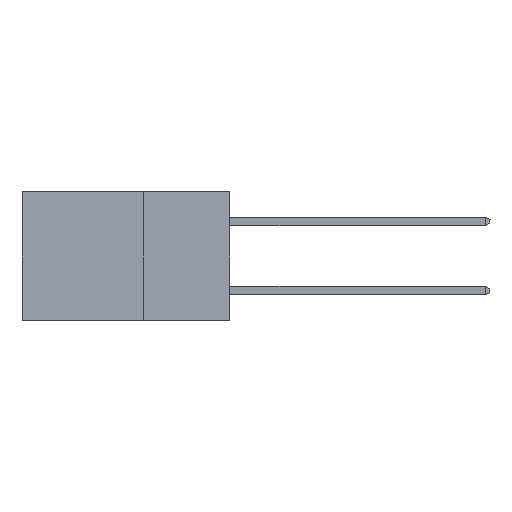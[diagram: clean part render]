
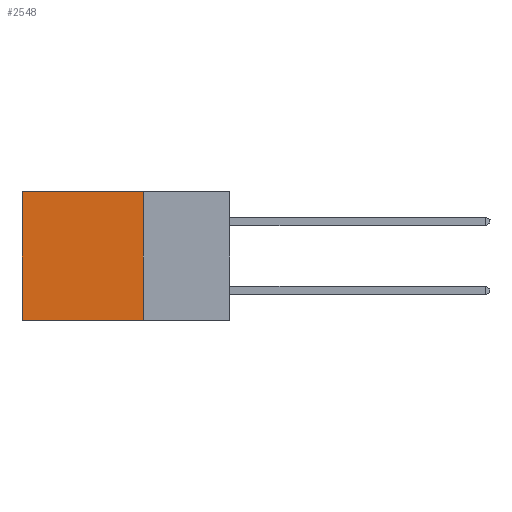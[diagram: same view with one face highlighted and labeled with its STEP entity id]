
A CAD part, left-side view. The second image highlights one B-rep face of the part: STEP entity #2548.
In plain terms, the highlighted planar face has unit normal (-1, 0, 0).
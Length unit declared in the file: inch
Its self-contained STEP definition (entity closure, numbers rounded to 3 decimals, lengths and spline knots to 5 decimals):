
#106 = EDGE_LOOP ( 'NONE', ( #10981, #8018, #864, #12533 ) ) ;
#127 = CARTESIAN_POINT ( 'NONE',  ( 0.2615, 0.25, -0.37 ) ) ;
#532 = VECTOR ( 'NONE', #11060, 39.37008 ) ;
#703 = VERTEX_POINT ( 'NONE', #14791 ) ;
#818 = DIRECTION ( 'NONE',  ( 0., 0., -1. ) ) ;
#864 = ORIENTED_EDGE ( 'NONE', *, *, #13696, .F. ) ;
#921 = CARTESIAN_POINT ( 'NONE',  ( 0.2615, 0.25, 0. ) ) ;
#2065 = CARTESIAN_POINT ( 'NONE',  ( 0.2615, 0.6, 0. ) ) ;
#2518 = VERTEX_POINT ( 'NONE', #921 ) ;
#2548 = ADVANCED_FACE ( 'NONE', ( #3492 ), #4607, .F. ) ;
#2841 = VERTEX_POINT ( 'NONE', #2065 ) ;
#3492 = FACE_OUTER_BOUND ( 'NONE', #106, .T. ) ;
#4047 = CARTESIAN_POINT ( 'NONE',  ( 0.2615, 0.25, -0.37 ) ) ;
#4488 = VECTOR ( 'NONE', #15160, 39.37008 ) ;
#4607 = PLANE ( 'NONE',  #8802 ) ;
#5547 = CARTESIAN_POINT ( 'NONE',  ( 0.2615, 0.25, -0.37 ) ) ;
#5737 = VERTEX_POINT ( 'NONE', #4047 ) ;
#6543 = CARTESIAN_POINT ( 'NONE',  ( 0.2615, 0.25, 0. ) ) ;
#6796 = DIRECTION ( 'NONE',  ( 0., 0., -1. ) ) ;
#7937 = VECTOR ( 'NONE', #15623, 39.37008 ) ;
#8018 = ORIENTED_EDGE ( 'NONE', *, *, #9797, .F. ) ;
#8802 = AXIS2_PLACEMENT_3D ( 'NONE', #15968, #11017, #818 ) ;
#9322 = LINE ( 'NONE', #13199, #10568 ) ;
#9797 = EDGE_CURVE ( 'NONE', #5737, #703, #15076, .T. ) ;
#10568 = VECTOR ( 'NONE', #6796, 39.37008 ) ;
#10748 = EDGE_CURVE ( 'NONE', #2518, #2841, #14066, .T. ) ;
#10981 = ORIENTED_EDGE ( 'NONE', *, *, #11741, .T. ) ;
#11017 = DIRECTION ( 'NONE',  ( 1., 0., 0. ) ) ;
#11060 = DIRECTION ( 'NONE',  ( 0., 1., 0. ) ) ;
#11741 = EDGE_CURVE ( 'NONE', #2841, #703, #9322, .T. ) ;
#12533 = ORIENTED_EDGE ( 'NONE', *, *, #10748, .T. ) ;
#12720 = LINE ( 'NONE', #5547, #7937 ) ;
#13199 = CARTESIAN_POINT ( 'NONE',  ( 0.2615, 0.6, -0.37 ) ) ;
#13696 = EDGE_CURVE ( 'NONE', #2518, #5737, #12720, .T. ) ;
#14066 = LINE ( 'NONE', #6543, #4488 ) ;
#14791 = CARTESIAN_POINT ( 'NONE',  ( 0.2615, 0.6, -0.37 ) ) ;
#15076 = LINE ( 'NONE', #127, #532 ) ;
#15160 = DIRECTION ( 'NONE',  ( 0., 1., 0. ) ) ;
#15623 = DIRECTION ( 'NONE',  ( 0., 0., -1. ) ) ;
#15968 = CARTESIAN_POINT ( 'NONE',  ( 0.2615, 0.25, -0.37 ) ) ;
